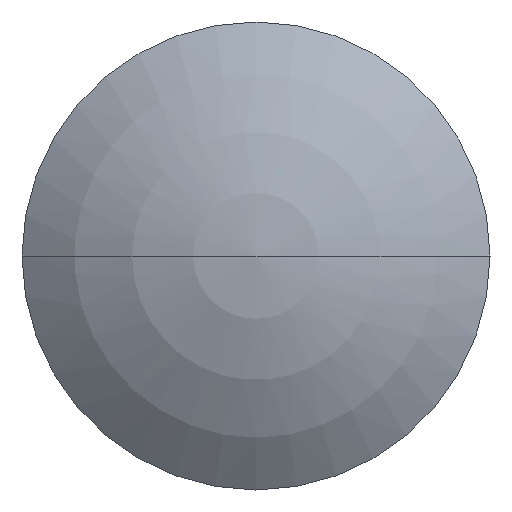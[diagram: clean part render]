
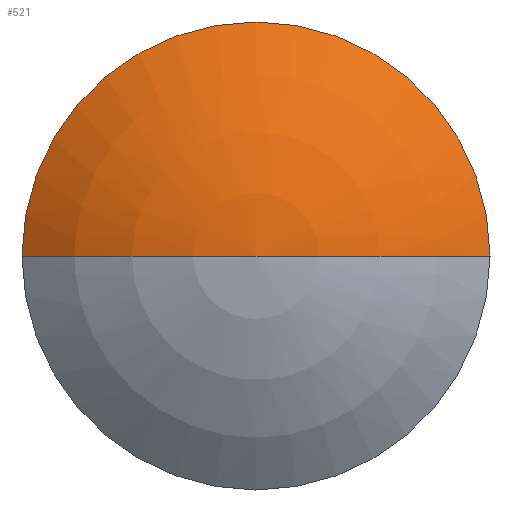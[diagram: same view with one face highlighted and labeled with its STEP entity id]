
A CAD part, left-side view. The second image highlights one B-rep face of the part: STEP entity #521.
In plain terms, the highlighted spherical face has radius 16 mm.
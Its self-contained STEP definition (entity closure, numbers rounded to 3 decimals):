
#224=CARTESIAN_POINT('',(-13.5,0.,0.));
#225=DIRECTION('',(0.,0.,-1.));
#226=DIRECTION('',(-1.,0.,0.));
#227=AXIS2_PLACEMENT_3D('',#224,#225,#226);
#229=CARTESIAN_POINT('',(-25.99,0.,0.));
#230=DIRECTION('',(1.,0.,0.));
#231=DIRECTION('',(0.,1.,0.));
#232=AXIS2_PLACEMENT_3D('',#229,#230,#231);
#234=CARTESIAN_POINT('',(-13.5,0.,0.));
#235=DIRECTION('',(0.,0.,1.));
#236=DIRECTION('',(-1.,0.,0.));
#237=AXIS2_PLACEMENT_3D('',#234,#235,#236);
#284=CARTESIAN_POINT('',(-25.99,10.,0.));
#285=VERTEX_POINT('',#284);
#286=CARTESIAN_POINT('',(-25.99,-10.,0.));
#287=VERTEX_POINT('',#286);
#288=CARTESIAN_POINT('',(-29.5,0.,0.));
#289=VERTEX_POINT('',#288);
#509=CARTESIAN_POINT('',(-13.5,0.,0.));
#510=DIRECTION('',(-1.,0.,0.));
#511=DIRECTION('',(0.,1.,0.));
#512=AXIS2_PLACEMENT_3D('',#509,#510,#511);
#513=SPHERICAL_SURFACE('',#512,16.);
#515=ORIENTED_EDGE('',*,*,#514,.T.);
#516=ORIENTED_EDGE('',*,*,#504,.T.);
#518=ORIENTED_EDGE('',*,*,#517,.F.);
#519=EDGE_LOOP('',(#515,#516,#518));
#520=FACE_OUTER_BOUND('',#519,.F.);
#521=ADVANCED_FACE('',(#520),#513,.T.);
#228=CIRCLE('',#227,16.);
#233=CIRCLE('',#232,10.);
#238=CIRCLE('',#237,16.);
#504=EDGE_CURVE('',#285,#287,#233,.T.);
#514=EDGE_CURVE('',#289,#285,#228,.T.);
#517=EDGE_CURVE('',#289,#287,#238,.T.);
